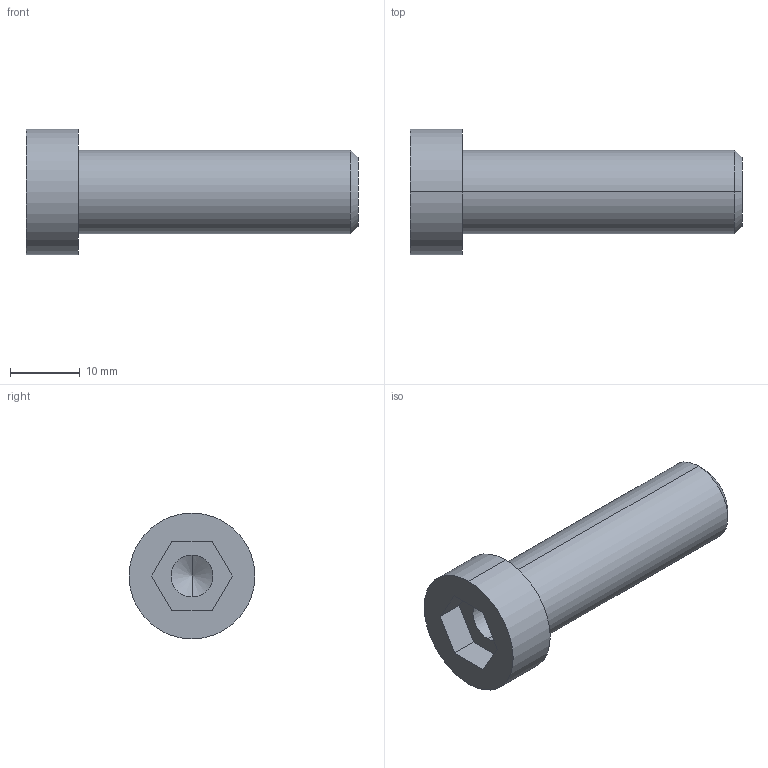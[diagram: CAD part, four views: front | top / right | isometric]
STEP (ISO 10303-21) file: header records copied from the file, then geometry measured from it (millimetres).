
FILE_DESCRIPTION (( 'STEP AP203' ), '1' );
FILE_NAME ('402150301_c_1.STEP', '2023-05-04T04:23:57', ( '' ), ( '' ), 'SwSTEP 2.0', 'SolidWorks 2014', '' );
FILE_SCHEMA (( 'CONFIG_CONTROL_DESIGN' ));
Length unit declared in the file: millimetre
Products named in the file (1): 402150301_c_1
Bounding box: 47.5 x 18 x 18 mm (x, y, z)
Volume: 5916.6 mm3; surface area: 2650.6 mm2
Topology: 1 solids, 1 shells, 20 faces, 44 edges, 27 vertices
Faces by surface type: plane 10, cylinder 6, cone 4
Entity records: 613 total; most frequent: DIRECTION 98, CARTESIAN_POINT 90, ORIENTED_EDGE 84, EDGE_CURVE 42, AXIS2_PLACEMENT_3D 35, VECTOR 28, LINE 28, VERTEX_POINT 27
